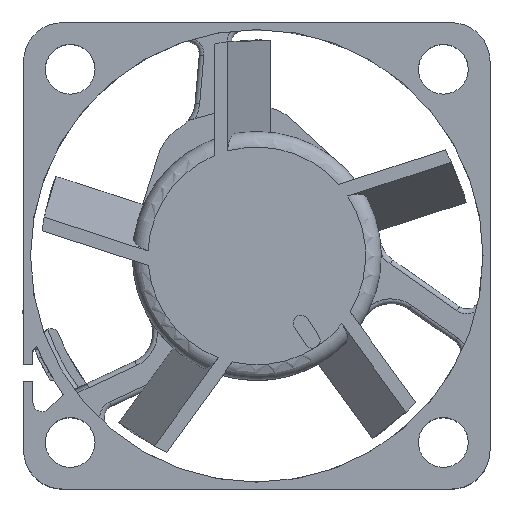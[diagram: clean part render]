
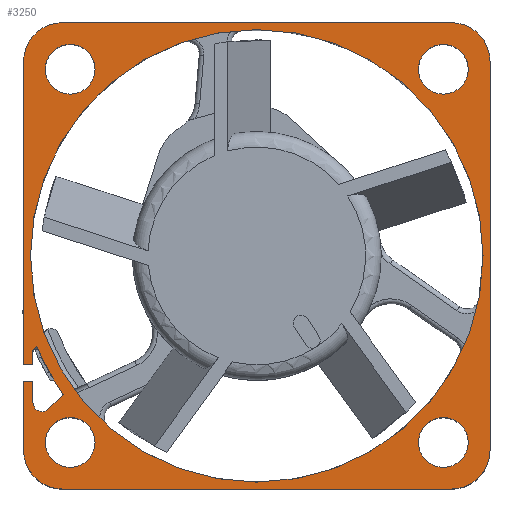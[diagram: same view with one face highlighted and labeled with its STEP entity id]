
A CAD part, top view. The second image highlights one B-rep face of the part: STEP entity #3250.
In plain terms, the highlighted planar face has unit normal (0, 0, 1).
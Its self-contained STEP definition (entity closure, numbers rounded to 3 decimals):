
#410=CARTESIAN_POINT('',(0.,0.,0.05));
#411=DIRECTION('',(0.,0.,-1.));
#412=DIRECTION('',(1.,0.,0.));
#413=AXIS2_PLACEMENT_3D('',#410,#411,#412);
#415=CARTESIAN_POINT('',(0.,0.,0.05));
#416=DIRECTION('',(0.,0.,1.));
#417=DIRECTION('',(1.,0.,0.));
#418=AXIS2_PLACEMENT_3D('',#415,#416,#417);
#420=CARTESIAN_POINT('',(12.,12.,0.05));
#421=DIRECTION('',(0.,0.,-1.));
#422=DIRECTION('',(0.,1.,0.));
#423=AXIS2_PLACEMENT_3D('',#420,#421,#422);
#425=CARTESIAN_POINT('',(12.,12.,0.05));
#426=DIRECTION('',(0.,0.,-1.));
#427=DIRECTION('',(0.,-1.,0.));
#428=AXIS2_PLACEMENT_3D('',#425,#426,#427);
#430=CARTESIAN_POINT('',(-12.,-12.,0.05));
#431=DIRECTION('',(0.,0.,-1.));
#432=DIRECTION('',(0.,1.,0.));
#433=AXIS2_PLACEMENT_3D('',#430,#431,#432);
#435=CARTESIAN_POINT('',(-12.,-12.,0.05));
#436=DIRECTION('',(0.,0.,-1.));
#437=DIRECTION('',(0.,-1.,0.));
#438=AXIS2_PLACEMENT_3D('',#435,#436,#437);
#440=CARTESIAN_POINT('',(12.,-12.,0.05));
#441=DIRECTION('',(0.,0.,-1.));
#442=DIRECTION('',(0.,1.,0.));
#443=AXIS2_PLACEMENT_3D('',#440,#441,#442);
#445=CARTESIAN_POINT('',(12.,-12.,0.05));
#446=DIRECTION('',(0.,0.,-1.));
#447=DIRECTION('',(0.,-1.,0.));
#448=AXIS2_PLACEMENT_3D('',#445,#446,#447);
#450=CARTESIAN_POINT('',(-12.,12.,0.05));
#451=DIRECTION('',(0.,0.,-1.));
#452=DIRECTION('',(0.,1.,0.));
#453=AXIS2_PLACEMENT_3D('',#450,#451,#452);
#455=CARTESIAN_POINT('',(-12.,12.,0.05));
#456=DIRECTION('',(0.,0.,-1.));
#457=DIRECTION('',(0.,-1.,0.));
#458=AXIS2_PLACEMENT_3D('',#455,#456,#457);
#460=DIRECTION('',(1.,0.,0.));
#461=VECTOR('',#460,0.6);
#462=CARTESIAN_POINT('',(-15.,-7.,0.05));
#463=LINE('',#462,#461);
#464=DIRECTION('',(0.,-1.,0.));
#465=VECTOR('',#464,19.5);
#466=CARTESIAN_POINT('',(-15.,12.5,0.05));
#467=LINE('',#466,#465);
#468=CARTESIAN_POINT('',(-12.5,12.5,0.05));
#469=DIRECTION('',(0.,0.,-1.));
#470=DIRECTION('',(-1.,0.,0.));
#471=AXIS2_PLACEMENT_3D('',#468,#469,#470);
#473=DIRECTION('',(-1.,0.,0.));
#474=VECTOR('',#473,25.);
#475=CARTESIAN_POINT('',(12.5,15.,0.05));
#476=LINE('',#475,#474);
#477=CARTESIAN_POINT('',(12.5,12.5,0.05));
#478=DIRECTION('',(0.,0.,-1.));
#479=DIRECTION('',(0.,1.,0.));
#480=AXIS2_PLACEMENT_3D('',#477,#478,#479);
#482=DIRECTION('',(0.,1.,0.));
#483=VECTOR('',#482,25.);
#484=CARTESIAN_POINT('',(15.,-12.5,0.05));
#485=LINE('',#484,#483);
#486=CARTESIAN_POINT('',(12.5,-12.5,0.05));
#487=DIRECTION('',(0.,0.,-1.));
#488=DIRECTION('',(1.,0.,0.));
#489=AXIS2_PLACEMENT_3D('',#486,#487,#488);
#491=DIRECTION('',(1.,0.,0.));
#492=VECTOR('',#491,25.);
#493=CARTESIAN_POINT('',(-12.5,-15.,0.05));
#494=LINE('',#493,#492);
#495=CARTESIAN_POINT('',(-12.5,-12.5,0.05));
#496=DIRECTION('',(0.,0.,-1.));
#497=DIRECTION('',(0.,-1.,0.));
#498=AXIS2_PLACEMENT_3D('',#495,#496,#497);
#500=DIRECTION('',(0.,-1.,0.));
#501=VECTOR('',#500,4.45);
#502=CARTESIAN_POINT('',(-15.,-8.05,0.05));
#503=LINE('',#502,#501);
#504=DIRECTION('',(1.,0.,0.));
#505=VECTOR('',#504,0.6);
#506=CARTESIAN_POINT('',(-15.,-8.05,0.05));
#507=LINE('',#506,#505);
#508=DIRECTION('',(0.,1.,0.));
#509=VECTOR('',#508,1.366);
#510=CARTESIAN_POINT('',(-14.4,-9.416,0.05));
#511=LINE('',#510,#509);
#512=CARTESIAN_POINT('',(-13.8,-9.416,0.05));
#513=DIRECTION('',(0.,0.,-1.));
#514=DIRECTION('',(0.707,-0.707,0.));
#515=AXIS2_PLACEMENT_3D('',#512,#513,#514);
#517=DIRECTION('',(-0.707,-0.707,0.));
#518=VECTOR('',#517,1.322);
#519=CARTESIAN_POINT('',(-12.441,-8.906,0.05));
#520=LINE('',#519,#518);
#521=CARTESIAN_POINT('',(0.,0.,0.05));
#522=DIRECTION('',(0.,0.,-1.));
#523=DIRECTION('',(-0.813,-0.582,0.));
#524=AXIS2_PLACEMENT_3D('',#521,#522,#523);
#526=DIRECTION('',(0.707,0.707,0.));
#527=VECTOR('',#526,0.348);
#528=CARTESIAN_POINT('',(-14.4,-6.056,0.05));
#529=LINE('',#528,#527);
#530=DIRECTION('',(0.,1.,0.));
#531=VECTOR('',#530,0.944);
#532=CARTESIAN_POINT('',(-14.4,-7.,0.05));
#533=LINE('',#532,#531);
#2520=CARTESIAN_POINT('',(14.55,0.,0.05));
#2521=CARTESIAN_POINT('',(-14.55,0.,0.05));
#2522=VERTEX_POINT('',#2520);
#2523=VERTEX_POINT('',#2521);
#2524=CARTESIAN_POINT('',(-12.5,-15.,0.05));
#2525=CARTESIAN_POINT('',(12.5,-15.,0.05));
#2526=VERTEX_POINT('',#2524);
#2527=VERTEX_POINT('',#2525);
#2528=CARTESIAN_POINT('',(15.,-12.5,0.05));
#2529=VERTEX_POINT('',#2528);
#2530=CARTESIAN_POINT('',(15.,12.5,0.05));
#2531=VERTEX_POINT('',#2530);
#2532=CARTESIAN_POINT('',(12.5,15.,0.05));
#2533=VERTEX_POINT('',#2532);
#2534=CARTESIAN_POINT('',(-12.5,15.,0.05));
#2535=VERTEX_POINT('',#2534);
#2536=CARTESIAN_POINT('',(-15.,12.5,0.05));
#2537=VERTEX_POINT('',#2536);
#2538=CARTESIAN_POINT('',(-15.,-12.5,0.05));
#2539=VERTEX_POINT('',#2538);
#2540=CARTESIAN_POINT('',(12.,13.6,0.05));
#2541=CARTESIAN_POINT('',(12.,10.4,0.05));
#2542=VERTEX_POINT('',#2540);
#2543=VERTEX_POINT('',#2541);
#2544=CARTESIAN_POINT('',(-12.,-10.4,0.05));
#2545=CARTESIAN_POINT('',(-12.,-13.6,0.05));
#2546=VERTEX_POINT('',#2544);
#2547=VERTEX_POINT('',#2545);
#2548=CARTESIAN_POINT('',(12.,-10.4,0.05));
#2549=CARTESIAN_POINT('',(12.,-13.6,0.05));
#2550=VERTEX_POINT('',#2548);
#2551=VERTEX_POINT('',#2549);
#2552=CARTESIAN_POINT('',(-12.,13.6,0.05));
#2553=CARTESIAN_POINT('',(-12.,10.4,0.05));
#2554=VERTEX_POINT('',#2552);
#2555=VERTEX_POINT('',#2553);
#2556=CARTESIAN_POINT('',(-12.441,-8.906,0.05));
#2557=CARTESIAN_POINT('',(-13.376,-9.84,0.05));
#2558=VERTEX_POINT('',#2556);
#2559=VERTEX_POINT('',#2557);
#2560=CARTESIAN_POINT('',(-14.4,-9.416,0.05));
#2561=VERTEX_POINT('',#2560);
#2562=CARTESIAN_POINT('',(-14.4,-6.056,0.05));
#2563=CARTESIAN_POINT('',(-14.154,-5.81,0.05));
#2564=VERTEX_POINT('',#2562);
#2565=VERTEX_POINT('',#2563);
#2566=CARTESIAN_POINT('',(-15.,-7.,0.05));
#2567=CARTESIAN_POINT('',(-14.4,-7.,0.05));
#2568=VERTEX_POINT('',#2566);
#2569=VERTEX_POINT('',#2567);
#2582=CARTESIAN_POINT('',(-15.,-8.05,0.05));
#2583=CARTESIAN_POINT('',(-14.4,-8.05,0.05));
#2584=VERTEX_POINT('',#2582);
#2585=VERTEX_POINT('',#2583);
#3183=CARTESIAN_POINT('',(0.,0.,0.05));
#3184=DIRECTION('',(0.,0.,1.));
#3185=DIRECTION('',(-1.,0.,0.));
#3186=AXIS2_PLACEMENT_3D('',#3183,#3184,#3185);
#3187=PLANE('',#3186);
#3189=ORIENTED_EDGE('',*,*,#3188,.F.);
#3191=ORIENTED_EDGE('',*,*,#3190,.F.);
#3193=ORIENTED_EDGE('',*,*,#3192,.T.);
#3194=ORIENTED_EDGE('',*,*,#2842,.F.);
#3196=ORIENTED_EDGE('',*,*,#3195,.T.);
#3197=ORIENTED_EDGE('',*,*,#3011,.F.);
#3198=ORIENTED_EDGE('',*,*,#3044,.T.);
#3200=ORIENTED_EDGE('',*,*,#3199,.F.);
#3202=ORIENTED_EDGE('',*,*,#3201,.T.);
#3204=ORIENTED_EDGE('',*,*,#3203,.F.);
#3206=ORIENTED_EDGE('',*,*,#3205,.T.);
#3208=ORIENTED_EDGE('',*,*,#3207,.F.);
#3210=ORIENTED_EDGE('',*,*,#3209,.F.);
#3212=ORIENTED_EDGE('',*,*,#3211,.F.);
#3214=ORIENTED_EDGE('',*,*,#3213,.T.);
#3216=ORIENTED_EDGE('',*,*,#3215,.F.);
#3218=ORIENTED_EDGE('',*,*,#3217,.F.);
#3219=EDGE_LOOP('',(#3189,#3191,#3193,#3194,#3196,#3197,#3198,#3200,#3202,#3204,
#3206,#3208,#3210,#3212,#3214,#3216,#3218));
#3220=FACE_OUTER_BOUND('',#3219,.F.);
#3221=ORIENTED_EDGE('',*,*,#3173,.F.);
#3223=ORIENTED_EDGE('',*,*,#3222,.F.);
#3224=EDGE_LOOP('',(#3221,#3223));
#3225=FACE_BOUND('',#3224,.F.);
#3227=ORIENTED_EDGE('',*,*,#3226,.F.);
#3229=ORIENTED_EDGE('',*,*,#3228,.F.);
#3230=EDGE_LOOP('',(#3227,#3229));
#3231=FACE_BOUND('',#3230,.F.);
#3233=ORIENTED_EDGE('',*,*,#3232,.F.);
#3235=ORIENTED_EDGE('',*,*,#3234,.F.);
#3236=EDGE_LOOP('',(#3233,#3235));
#3237=FACE_BOUND('',#3236,.F.);
#3239=ORIENTED_EDGE('',*,*,#3238,.F.);
#3241=ORIENTED_EDGE('',*,*,#3240,.F.);
#3242=EDGE_LOOP('',(#3239,#3241));
#3243=FACE_BOUND('',#3242,.F.);
#3245=ORIENTED_EDGE('',*,*,#3244,.F.);
#3247=ORIENTED_EDGE('',*,*,#3246,.T.);
#3248=EDGE_LOOP('',(#3245,#3247));
#3249=FACE_BOUND('',#3248,.F.);
#3250=ADVANCED_FACE('',(#3220,#3225,#3231,#3237,#3243,#3249),#3187,.T.);
#414=CIRCLE('',#413,14.55);
#419=CIRCLE('',#418,14.55);
#424=CIRCLE('',#423,1.6);
#429=CIRCLE('',#428,1.6);
#434=CIRCLE('',#433,1.6);
#439=CIRCLE('',#438,1.6);
#444=CIRCLE('',#443,1.6);
#449=CIRCLE('',#448,1.6);
#454=CIRCLE('',#453,1.6);
#459=CIRCLE('',#458,1.6);
#472=CIRCLE('',#471,2.5);
#481=CIRCLE('',#480,2.5);
#490=CIRCLE('',#489,2.5);
#499=CIRCLE('',#498,2.5);
#516=CIRCLE('',#515,0.6);
#525=CIRCLE('',#524,15.3);
#2842=EDGE_CURVE('',#2533,#2535,#476,.T.);
#3011=EDGE_CURVE('',#2529,#2531,#485,.T.);
#3044=EDGE_CURVE('',#2529,#2527,#490,.T.);
#3173=EDGE_CURVE('',#2542,#2543,#424,.T.);
#3188=EDGE_CURVE('',#2568,#2569,#463,.T.);
#3190=EDGE_CURVE('',#2537,#2568,#467,.T.);
#3192=EDGE_CURVE('',#2537,#2535,#472,.T.);
#3195=EDGE_CURVE('',#2533,#2531,#481,.T.);
#3199=EDGE_CURVE('',#2526,#2527,#494,.T.);
#3201=EDGE_CURVE('',#2526,#2539,#499,.T.);
#3203=EDGE_CURVE('',#2584,#2539,#503,.T.);
#3205=EDGE_CURVE('',#2584,#2585,#507,.T.);
#3207=EDGE_CURVE('',#2561,#2585,#511,.T.);
#3209=EDGE_CURVE('',#2559,#2561,#516,.T.);
#3211=EDGE_CURVE('',#2558,#2559,#520,.T.);
#3213=EDGE_CURVE('',#2558,#2565,#525,.T.);
#3215=EDGE_CURVE('',#2564,#2565,#529,.T.);
#3217=EDGE_CURVE('',#2569,#2564,#533,.T.);
#3222=EDGE_CURVE('',#2543,#2542,#429,.T.);
#3226=EDGE_CURVE('',#2546,#2547,#434,.T.);
#3228=EDGE_CURVE('',#2547,#2546,#439,.T.);
#3232=EDGE_CURVE('',#2550,#2551,#444,.T.);
#3234=EDGE_CURVE('',#2551,#2550,#449,.T.);
#3238=EDGE_CURVE('',#2554,#2555,#454,.T.);
#3240=EDGE_CURVE('',#2555,#2554,#459,.T.);
#3244=EDGE_CURVE('',#2522,#2523,#414,.T.);
#3246=EDGE_CURVE('',#2522,#2523,#419,.T.);
